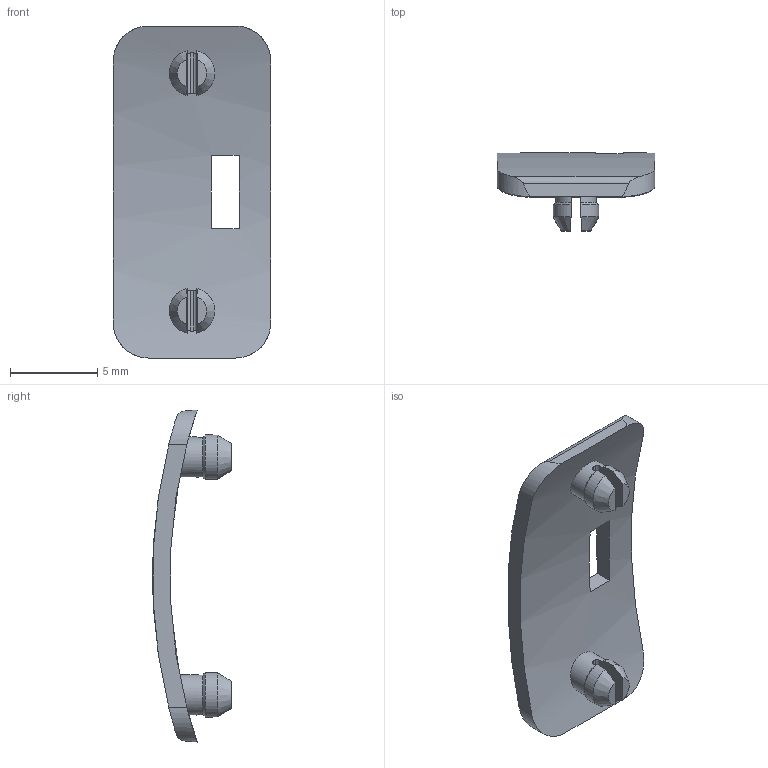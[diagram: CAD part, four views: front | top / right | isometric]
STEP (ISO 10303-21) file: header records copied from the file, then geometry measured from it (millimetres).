
FILE_DESCRIPTION(/* description */ ('STEP AP214'),/* implementation_level */ '2;1');
FILE_NAME(/* name */ '8049538_VAMC-B10-20-CH2-S',/* time_stamp */ '2024-09-16T07:19:16+02:00',/* author */ ('License CC BY-ND 4.0'),/* organization */ ('CADENAS'),/* preprocessor_version */ 'ST-DEVELOPER v19.3',/* originating_system */ 'PARTsolutions',/* authorisation */ ' ');
FILE_SCHEMA (('AUTOMOTIVE_DESIGN {1 0 10303 214 3 1 1}'));
Length unit declared in the file: millimetre
Products named in the file (1): 8049538 VAMC-B10-20-CH2-S
Bounding box: 9 x 4.49 x 19 mm (x, y, z)
Volume: 181.2 mm3; surface area: 442.1 mm2
Topology: 1 solids, 1 shells, 44 faces, 120 edges, 80 vertices
Faces by surface type: plane 18, cylinder 18, cone 8
Full cylindrical faces by diameter (mm): 2.32 x2
Entity records: 1482 total; most frequent: CARTESIAN_POINT 379, ORIENTED_EDGE 232, DIRECTION 216, EDGE_CURVE 116, AXIS2_PLACEMENT_3D 93, VERTEX_POINT 78, EDGE_LOOP 50, FACE_BOUND 50
